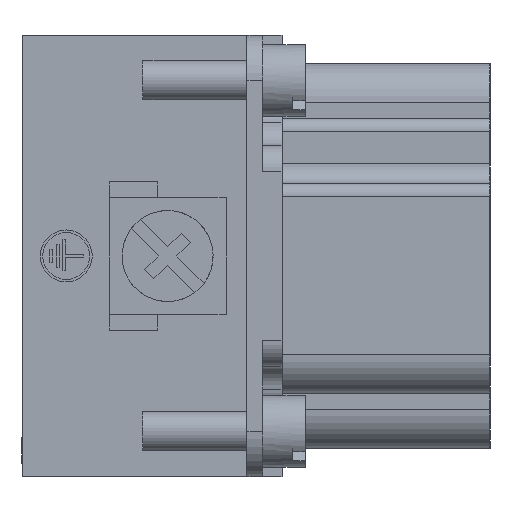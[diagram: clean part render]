
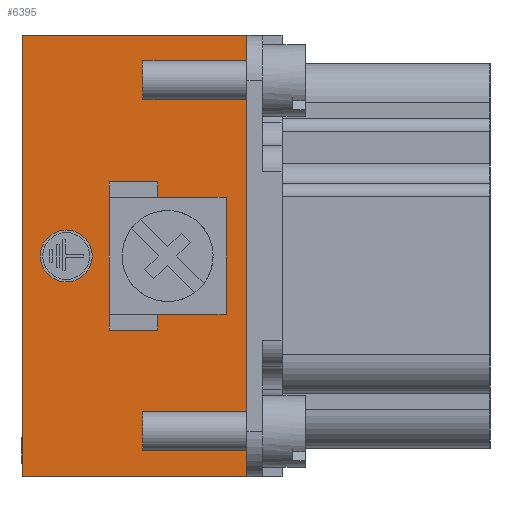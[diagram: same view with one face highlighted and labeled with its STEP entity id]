
A CAD part, left-side view. The second image highlights one B-rep face of the part: STEP entity #6395.
In plain terms, the highlighted planar face has unit normal (-1, 0, 0).
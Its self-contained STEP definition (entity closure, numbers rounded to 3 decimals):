
#3889=FACE_BOUND('',#10355,.T.);
#3890=FACE_BOUND('',#10356,.T.);
#3891=FACE_BOUND('',#10357,.T.);
#4986=CIRCLE('',#26702,2.);
#6395=ADVANCED_FACE('',(#3889,#3890,#3891),#7278,.T.);
#7278=PLANE('',#26703);
#10355=EDGE_LOOP('',(#15611,#15612,#15613,#15614,#15615,#15616,#15617,#15618));
#10356=EDGE_LOOP('',(#15619));
#10357=EDGE_LOOP('',(#15620,#15621,#15622,#15623));
#15611=ORIENTED_EDGE('',*,*,#17848,.T.);
#15612=ORIENTED_EDGE('',*,*,#17833,.T.);
#15613=ORIENTED_EDGE('',*,*,#17836,.T.);
#15614=ORIENTED_EDGE('',*,*,#17838,.T.);
#15615=ORIENTED_EDGE('',*,*,#17840,.T.);
#15616=ORIENTED_EDGE('',*,*,#17842,.T.);
#15617=ORIENTED_EDGE('',*,*,#17844,.T.);
#15618=ORIENTED_EDGE('',*,*,#17846,.T.);
#15619=ORIENTED_EDGE('',*,*,#20380,.T.);
#15620=ORIENTED_EDGE('',*,*,#20379,.T.);
#15621=ORIENTED_EDGE('',*,*,#20359,.F.);
#15622=ORIENTED_EDGE('',*,*,#20362,.T.);
#15623=ORIENTED_EDGE('',*,*,#20378,.F.);
#15743=VERTEX_POINT('',#33563);
#15744=VERTEX_POINT('',#33564);
#15745=VERTEX_POINT('',#33569);
#15746=VERTEX_POINT('',#33573);
#15747=VERTEX_POINT('',#33577);
#15748=VERTEX_POINT('',#33581);
#15749=VERTEX_POINT('',#33585);
#15750=VERTEX_POINT('',#33589);
#17721=VERTEX_POINT('',#39462);
#17724=VERTEX_POINT('',#39469);
#17726=VERTEX_POINT('',#39475);
#17732=VERTEX_POINT('',#39506);
#17733=VERTEX_POINT('',#39512);
#17833=EDGE_CURVE('',#15743,#15744,#20482,.T.);
#17836=EDGE_CURVE('',#15744,#15745,#20485,.T.);
#17838=EDGE_CURVE('',#15745,#15746,#20487,.T.);
#17840=EDGE_CURVE('',#15746,#15747,#20489,.T.);
#17842=EDGE_CURVE('',#15747,#15748,#20491,.T.);
#17844=EDGE_CURVE('',#15748,#15749,#20493,.T.);
#17846=EDGE_CURVE('',#15749,#15750,#20495,.T.);
#17848=EDGE_CURVE('',#15750,#15743,#20497,.T.);
#20359=EDGE_CURVE('',#17724,#17721,#21926,.T.);
#20362=EDGE_CURVE('',#17724,#17726,#21929,.T.);
#20378=EDGE_CURVE('',#17732,#17726,#21941,.T.);
#20379=EDGE_CURVE('',#17732,#17721,#21942,.T.);
#20380=EDGE_CURVE('',#17733,#17733,#4986,.T.);
#20482=LINE('',#33562,#22041);
#20485=LINE('',#33568,#22044);
#20487=LINE('',#33572,#22046);
#20489=LINE('',#33576,#22048);
#20491=LINE('',#33580,#22050);
#20493=LINE('',#33584,#22052);
#20495=LINE('',#33588,#22054);
#20497=LINE('',#33592,#22056);
#21926=LINE('',#39470,#23485);
#21929=LINE('',#39476,#23488);
#21941=LINE('',#39507,#23500);
#21942=LINE('',#39509,#23501);
#22041=VECTOR('',#26866,1.);
#22044=VECTOR('',#26871,1.);
#22046=VECTOR('',#26875,1.);
#22048=VECTOR('',#26879,1.);
#22050=VECTOR('',#26883,1.);
#22052=VECTOR('',#26887,1.);
#22054=VECTOR('',#26891,1.);
#22056=VECTOR('',#26895,1.);
#23485=VECTOR('',#33178,1.);
#23488=VECTOR('',#33183,1.);
#23500=VECTOR('',#33221,1.);
#23501=VECTOR('',#33224,1.);
#26702=AXIS2_PLACEMENT_3D('',#39511,#33227,#33228);
#26703=AXIS2_PLACEMENT_3D('',#39513,#33229,#33230);
#26866=DIRECTION('',(0.,0.,-1.));
#26871=DIRECTION('',(0.,-1.,0.));
#26875=DIRECTION('',(0.,0.,-1.));
#26879=DIRECTION('',(0.,1.,0.));
#26883=DIRECTION('',(0.,0.,-1.));
#26887=DIRECTION('',(0.,1.,0.));
#26891=DIRECTION('',(0.,0.,1.));
#26895=DIRECTION('',(0.,-1.,0.));
#33178=DIRECTION('',(0.,-1.,0.));
#33183=DIRECTION('',(0.,0.,-1.));
#33221=DIRECTION('',(0.,1.,0.));
#33224=DIRECTION('',(0.,0.,1.));
#33227=DIRECTION('',(1.,0.,0.));
#33228=DIRECTION('',(0.,1.,0.));
#33229=DIRECTION('',(-1.,0.,0.));
#33230=DIRECTION('',(0.,-1.,0.));
#33562=CARTESIAN_POINT('',(-44.95,6.9,5.7));
#33563=CARTESIAN_POINT('',(-44.95,6.9,5.7));
#33564=CARTESIAN_POINT('',(-44.95,6.9,4.5));
#33568=CARTESIAN_POINT('',(-44.95,6.9,4.5));
#33569=CARTESIAN_POINT('',(-44.95,1.6,4.5));
#33572=CARTESIAN_POINT('',(-44.95,1.6,4.5));
#33573=CARTESIAN_POINT('',(-44.95,1.6,-4.5));
#33576=CARTESIAN_POINT('',(-44.95,1.6,-4.5));
#33577=CARTESIAN_POINT('',(-44.95,6.9,-4.5));
#33580=CARTESIAN_POINT('',(-44.95,6.9,-4.5));
#33581=CARTESIAN_POINT('',(-44.95,6.9,-5.7));
#33584=CARTESIAN_POINT('',(-44.95,6.9,-5.7));
#33585=CARTESIAN_POINT('',(-44.95,10.6,-5.7));
#33588=CARTESIAN_POINT('',(-44.95,10.6,-5.7));
#33589=CARTESIAN_POINT('',(-44.95,10.6,5.7));
#33592=CARTESIAN_POINT('',(-44.95,10.6,5.7));
#39462=CARTESIAN_POINT('',(-44.95,0.,17.));
#39469=CARTESIAN_POINT('',(-44.95,17.3,17.));
#39470=CARTESIAN_POINT('',(-44.95,17.3,17.));
#39475=CARTESIAN_POINT('',(-44.95,17.3,-17.));
#39476=CARTESIAN_POINT('',(-44.95,17.3,17.));
#39506=CARTESIAN_POINT('',(-44.95,0.,-17.));
#39507=CARTESIAN_POINT('',(-44.95,0.,-17.));
#39509=CARTESIAN_POINT('',(-44.95,0.,-17.));
#39511=CARTESIAN_POINT('',(-44.95,13.9,0.));
#39512=CARTESIAN_POINT('',(-44.95,15.9,0.));
#39513=CARTESIAN_POINT('',(-44.95,17.4,-17.1));
